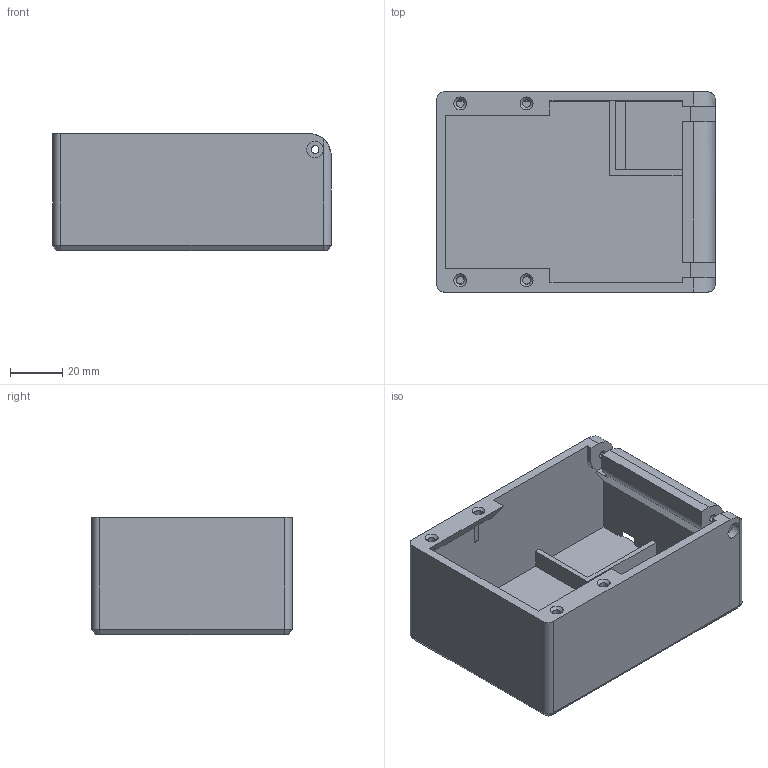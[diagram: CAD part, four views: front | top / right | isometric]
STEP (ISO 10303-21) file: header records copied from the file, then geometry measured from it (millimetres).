
FILE_DESCRIPTION(/* description */ (''),/* implementation_level */ '2;1');
FILE_NAME(/* name */ 'Smart Useless Box base v1.step',/* time_stamp */ '2019-09-11T22:44:42+02:00',/* author */ (''),/* organization */ (''),/* preprocessor_version */ 'ST-DEVELOPER v18',/* originating_system */ 'Autodesk Translation Framework v8.6.0.1094',/* authorisation */ '');
FILE_SCHEMA (('AUTOMOTIVE_DESIGN { 1 0 10303 214 3 1 1 }'));
Length unit declared in the file: millimetre
Products named in the file (1): Box Base
Bounding box: 107 x 77 x 45 mm (x, y, z)
Volume: 79602.7 mm3; surface area: 49625.4 mm2
Topology: 1 solids, 1 shells, 86 faces, 252 edges, 163 vertices
Faces by surface type: plane 55, cylinder 18, cone 10, bspline 3
Full cylindrical faces by diameter (mm): 3 x7, 6.4 x2
Entity records: 3156 total; most frequent: CARTESIAN_POINT 804, ORIENTED_EDGE 504, DIRECTION 461, EDGE_CURVE 252, LINE 185, VECTOR 185, VERTEX_POINT 163, AXIS2_PLACEMENT_3D 138
